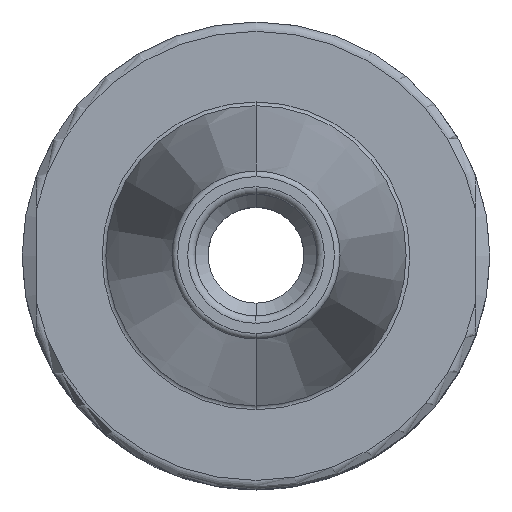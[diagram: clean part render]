
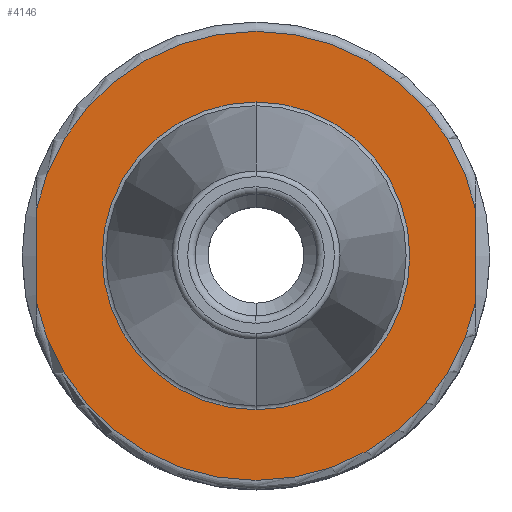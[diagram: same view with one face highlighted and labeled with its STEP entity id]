
A CAD part, top view. The second image highlights one B-rep face of the part: STEP entity #4146.
In plain terms, the highlighted planar face has unit normal (0, 0, 1).
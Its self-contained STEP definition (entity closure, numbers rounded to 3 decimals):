
#156=CARTESIAN_POINT('',(0,0,15.9));
#157=DIRECTION('',(0,0,1));
#158=DIRECTION('',(-0.979,-0.203,0));
#159=AXIS2_PLACEMENT_3D('',#156,#157,#158);
#181=CARTESIAN_POINT('',(0,0,15.9));
#182=DIRECTION('',(0,0,1));
#183=DIRECTION('',(0.979,0.203,0));
#184=AXIS2_PLACEMENT_3D('',#181,#182,#183);
#231=DIRECTION('',(0,1,0));
#232=VECTOR('',#231,9.747);
#233=CARTESIAN_POINT('',(-23.5,-4.873,15.9));
#234=LINE('',#233,#232);
#235=DIRECTION('',(0,-1,0));
#236=VECTOR('',#235,9.747);
#237=CARTESIAN_POINT('',(23.5,4.873,15.9));
#238=LINE('',#237,#236);
#249=CARTESIAN_POINT('',(0,0,15.9));
#250=DIRECTION('',(0,0,1));
#251=DIRECTION('',(0,1,0));
#252=AXIS2_PLACEMENT_3D('',#249,#250,#251);
#254=CARTESIAN_POINT('',(0,0,15.9));
#255=DIRECTION('',(0,0,-1));
#256=DIRECTION('',(0,1,0));
#257=AXIS2_PLACEMENT_3D('',#254,#255,#256);
#3375=CARTESIAN_POINT('',(0,16.45,15.9));
#3377=VERTEX_POINT('',#3375);
#3397=CARTESIAN_POINT('',(0,-16.45,15.9));
#3399=VERTEX_POINT('',#3397);
#3467=CARTESIAN_POINT('',(-23.5,-4.873,15.9));
#3468=CARTESIAN_POINT('',(-23.5,4.873,15.9));
#3469=VERTEX_POINT('',#3467);
#3470=VERTEX_POINT('',#3468);
#3471=CARTESIAN_POINT('',(23.5,4.873,15.9));
#3472=CARTESIAN_POINT('',(23.5,-4.873,15.9));
#3473=VERTEX_POINT('',#3471);
#3474=VERTEX_POINT('',#3472);
#4128=CARTESIAN_POINT('',(0,0,15.9));
#4129=DIRECTION('',(0,0,-1));
#4130=DIRECTION('',(0,-1,0));
#4131=AXIS2_PLACEMENT_3D('',#4128,#4129,#4130);
#4132=PLANE('',#4131);
#4133=ORIENTED_EDGE('',*,*,#4117,.T.);
#4134=ORIENTED_EDGE('',*,*,#4102,.F.);
#4136=ORIENTED_EDGE('',*,*,#4135,.T.);
#4137=ORIENTED_EDGE('',*,*,#4090,.F.);
#4138=EDGE_LOOP('',(#4133,#4134,#4136,#4137));
#4139=FACE_OUTER_BOUND('',#4138,.F.);
#4141=ORIENTED_EDGE('',*,*,#4140,.T.);
#4143=ORIENTED_EDGE('',*,*,#4142,.F.);
#4144=EDGE_LOOP('',(#4141,#4143));
#4145=FACE_BOUND('',#4144,.F.);
#4146=ADVANCED_FACE('',(#4139,#4145),#4132,.F.);
#160=CIRCLE('',#159,24);
#185=CIRCLE('',#184,24);
#253=CIRCLE('',#252,16.45);
#258=CIRCLE('',#257,16.45);
#4090=EDGE_CURVE('',#3469,#3474,#160,.T.);
#4102=EDGE_CURVE('',#3473,#3470,#185,.T.);
#4117=EDGE_CURVE('',#3469,#3470,#234,.T.);
#4135=EDGE_CURVE('',#3473,#3474,#238,.T.);
#4140=EDGE_CURVE('',#3377,#3399,#253,.T.);
#4142=EDGE_CURVE('',#3377,#3399,#258,.T.);
